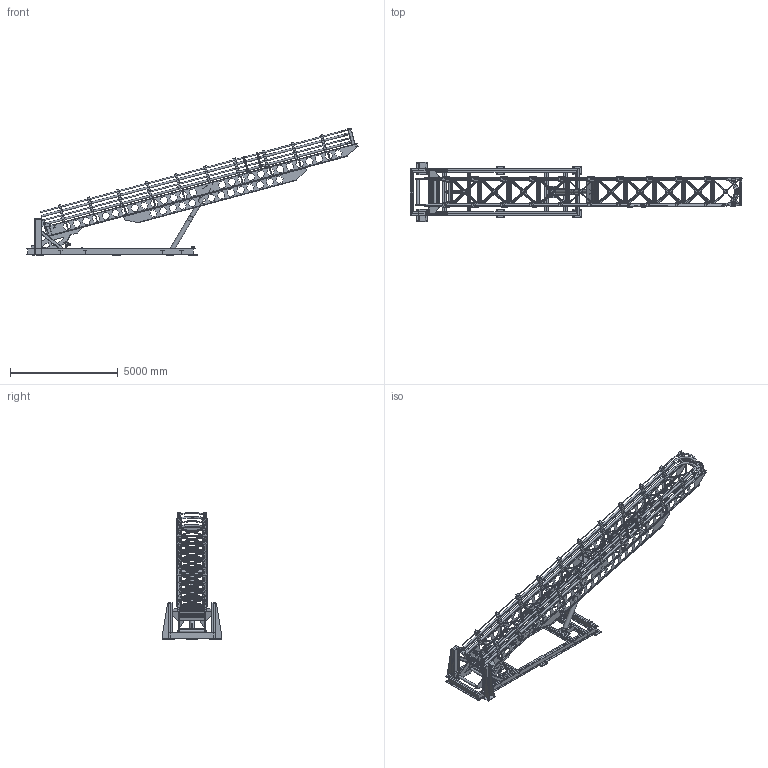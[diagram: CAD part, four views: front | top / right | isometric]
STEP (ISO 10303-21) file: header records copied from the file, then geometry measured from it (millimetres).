
FILE_DESCRIPTION(/* description */ (''),/* implementation_level */ '2;1');
FILE_NAME(/* name */ 'Assembly3A-ANSYS-D.stp',/* time_stamp */ '2018-01-04T17:23:16-02:00',/* author */ ('USUARIO'),/* organization */ (''),/* preprocessor_version */ 'ST-DEVELOPER v16.13',/* originating_system */ 'Autodesk Inventor 2018',/* authorisation */ '');
FILE_SCHEMA (('AUTOMOTIVE_DESIGN { 1 0 10303 214 3 1 1 }'));
Products named in the file (112): Assembly3A-ANSYS-D; Assembly2 ANSYS-D; Sketch base-D; Frame0001-D; Skeleton0001-D; ASTM A6/A6M - W310 x 38,7; ASTM A6/A6M - W310 x 38,7_1; ASTM A6/A6M - W310 x 38,7_2; ANSI  00000004-D; ASTM A6/A6M - W310 x 38,7_3; ASTM A6/A6M - W310 x 38,7_4; ANSI  00000007-D; ANSI  00000008-D; ANSI  00000012-D; ANSI  00000013-D; ANSI  00000014-D; ANSI  00000024-D; ANSI  00000025-D; ANSI  00000028-D; ANSI  00000029-D; ANSI  00000030-D; ANSI  00000031-D; chapa do olhal articulação-D; Olhal da articulação - mesa-D; Chapa base central-D2; Chapa olhal cilindro inf - furo-D; Chapa olhal cilindro inf-D; Olhal cil pneumatico-D; Olhal cil pneumatico - furo-D; Olhal da articulação - mesa A-D; Chapa base central-D; Nervura da viga-D; Chapa apoio cavalete-D; Olhal catraca - furo-D; Olhal catraca-D; Olhal do Cilindro de retorno - furo-D; Olhal do Cilindro de retorno-D; Chapa base cilindro-D; Nervura chassi torre; Assembly1-TESTE ANSYS-C ...
Assembly tree (318 placements, depth 5):
  Assembly3A-ANSYS-D
    Assembly2 ANSYS-D
      Sketch base-D
      Frame0001-D
        Skeleton0001-D
        ASTM A6/A6M - W310 x 38,7
        ASTM A6/A6M - W310 x 38,7_1
        ASTM A6/A6M - W310 x 38,7_2
        ANSI  00000004-D
        ASTM A6/A6M - W310 x 38,7_3
        ASTM A6/A6M - W310 x 38,7_4
        ANSI  00000007-D
        ANSI  00000008-D
        ANSI  00000012-D
        ANSI  00000013-D
        ANSI  00000014-D
        ANSI  00000024-D
        ANSI  00000025-D
        ANSI  00000028-D
        ANSI  00000029-D
        ANSI  00000030-D
        ANSI  00000031-D
      chapa do olhal articulação-D  x2
      Olhal da articulação - mesa A-D  x2
      Olhal da articulação - mesa-D  x2
      Chapa base central-D  x4
      Chapa base central-D2  x2
      Chapa olhal cilindro inf - furo-D
      Chapa olhal cilindro inf-D
      Olhal catraca - furo-D  x3
      Olhal catraca-D  x3
      Olhal cil pneumatico - furo-D  x2
      Olhal cil pneumatico-D  x2
      Nervura da viga-D  x8
      Chapa apoio cavalete-D  x2
      Olhal do Cilindro de retorno - furo-D
      Olhal do Cilindro de retorno-D
      Chapa base cilindro-D
      Nervura chassi torre  x4
    Assembly1-TESTE ANSYS-C
      Viga castelada - W310 x 38,7 x 15000  x2
      Chapa - 1" x 240,4 x 500 (A)
      Chapa - 1" x 232 x 300  x2
      Chapa - 1/2" x 420 x 420  x4
      Chapa - 1" x 240,4 x 500 (B)
      Barra  Red. - D4" x 118  x2
      Chapa - 3/8" x 200 x 350   x2
      L - 3 x 3 x 1/4" x 1193,4  x20
      W150 x 24 x 1193,4 mm  x3
      W150 x 13 x 1193,4 mm
      Assembly4  x18
        Frame0001-B
          Skeleton0001
          AISC - L 2 x 2 x 3/16 - 793.319 mm
          AISC - L 2 x 2 x 3/16 - 793.319 mm_1
          AISC - L 2 x 2 x 3/16 - 793.319 mm_2
          AISC - L 2 x 2 x 3/16 - 793.319 mm_3
        Chapa - 1/4" x 180 x 190
      Bucha bronze - D60 x D50 x 118  x2
      Assembly5 -ANSYS-C  x10
Bounding box: 15381.59 x 2767 x 5883.26 mm (x, y, z)
Volume: 1318113981.1 mm3; surface area: 231510468.1 mm2
Topology: 711 solids, 711 shells, 8276 faces, 20283 edges, 13533 vertices
Faces by surface type: plane 5967, cylinder 2184, cone 95, torus 16, bspline 12, sphere 2
Full cylindrical faces by diameter (mm): 2 x4, 3 x6, 4.917 x8, 6 x2, 6.647 x4, 7 x4, 8.376 x14, 9 x4, 11 x14, 13 x820, 15.875 x16, 16 x24, 19.05 x32, 20 x4, 22 x28, 26 x2, 30 x6, 40.894 x4, 40.94 x8, 45 x2, 48.26 x4, 48.3 x8, 50 x31, 60 x4, 65 x5, 70 x2, 73 x4, 73.152 x4, 77.92 x8, 77.978 x4
Entity records: 57114 total; most frequent: CARTESIAN_POINT 10223, DIRECTION 9157, ORIENTED_EDGE 8138, EDGE_CURVE 4069, LINE 3077, VECTOR 3077, AXIS2_PLACEMENT_3D 3040, VERTEX_POINT 2798
